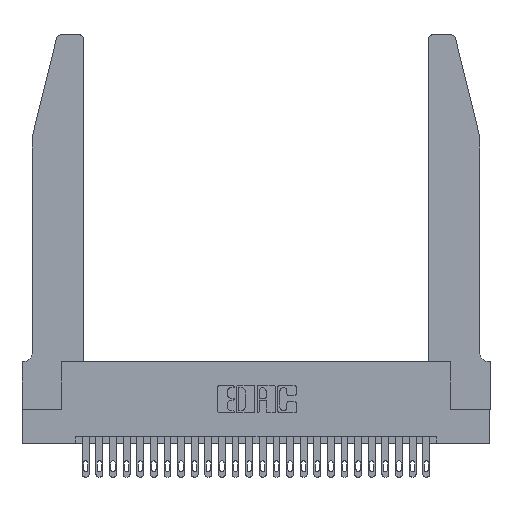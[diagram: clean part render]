
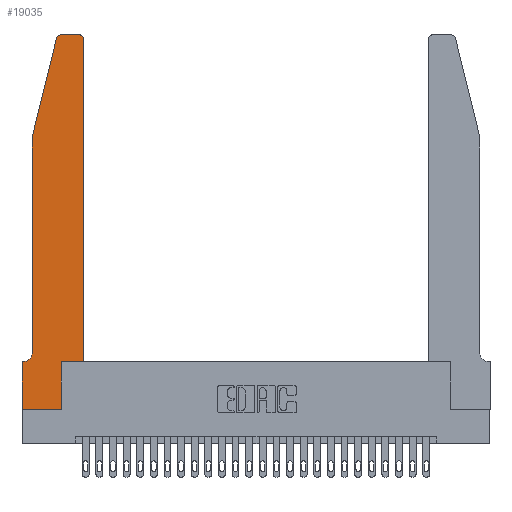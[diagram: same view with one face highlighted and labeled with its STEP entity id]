
A CAD part, top view. The second image highlights one B-rep face of the part: STEP entity #19035.
In plain terms, the highlighted planar face has unit normal (0, 0, 1).
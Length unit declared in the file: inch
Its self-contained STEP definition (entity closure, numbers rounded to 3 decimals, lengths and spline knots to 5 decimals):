
#212 = DIRECTION ( 'NONE',  ( 1., 0., 0. ) ) ;
#340 = VECTOR ( 'NONE', #16502, 39.37008 ) ;
#841 = EDGE_CURVE ( 'NONE', #9274, #9184, #10794, .T. ) ;
#904 = CARTESIAN_POINT ( 'NONE',  ( 0.0055, 0.42, 0.37 ) ) ;
#1012 = EDGE_CURVE ( 'NONE', #8282, #10989, #22969, .T. ) ;
#1645 = CIRCLE ( 'NONE', #25664, 0.07 ) ;
#1891 = DIRECTION ( 'NONE',  ( 0., 1., 0. ) ) ;
#2082 = ORIENTED_EDGE ( 'NONE', *, *, #6205, .T. ) ;
#2346 = VERTEX_POINT ( 'NONE', #12390 ) ;
#2371 = CARTESIAN_POINT ( 'NONE',  ( 0.25487, 2.72718, 0.37 ) ) ;
#2389 = VERTEX_POINT ( 'NONE', #6166 ) ;
#2449 = ORIENTED_EDGE ( 'NONE', *, *, #14567, .T. ) ;
#3225 = CARTESIAN_POINT ( 'NONE',  ( 0., 0.35, 0.37 ) ) ;
#3315 = EDGE_CURVE ( 'NONE', #13349, #15818, #11982, .T. ) ;
#3826 = EDGE_CURVE ( 'NONE', #15516, #13349, #9317, .T. ) ;
#3988 = LINE ( 'NONE', #20758, #17757 ) ;
#4191 = DIRECTION ( 'NONE',  ( 1., 0., 0. ) ) ;
#4580 = ORIENTED_EDGE ( 'NONE', *, *, #841, .T. ) ;
#5111 = LINE ( 'NONE', #9361, #15596 ) ;
#5238 = EDGE_CURVE ( 'NONE', #24087, #5323, #3988, .T. ) ;
#5323 = VERTEX_POINT ( 'NONE', #3225 ) ;
#5375 = CARTESIAN_POINT ( 'NONE',  ( 0.4505, 0.35, 0.37 ) ) ;
#5506 = EDGE_CURVE ( 'NONE', #5323, #9274, #22034, .T. ) ;
#5673 = CARTESIAN_POINT ( 'NONE',  ( 0.4205, 2.75, 0.37 ) ) ;
#6166 = CARTESIAN_POINT ( 'NONE',  ( 0.0755, 0.42, 0.37 ) ) ;
#6167 = CARTESIAN_POINT ( 'NONE',  ( 0.4505, 2.72, 0.37 ) ) ;
#6205 = EDGE_CURVE ( 'NONE', #2346, #2389, #20350, .T. ) ;
#6320 = CARTESIAN_POINT ( 'NONE',  ( 0.4205, 2.72, 0.37 ) ) ;
#6927 = DIRECTION ( 'NONE',  ( 0., -1., 0. ) ) ;
#7177 = CARTESIAN_POINT ( 'NONE',  ( 0.4505, 0.35, 0.37 ) ) ;
#7332 = EDGE_LOOP ( 'NONE', ( #17333, #17364, #23842, #2082, #20079, #21016, #23995, #4580, #2449, #23745, #11801, #25421 ) ) ;
#7432 = DIRECTION ( 'NONE',  ( -0.239, -0.971, 0. ) ) ;
#8282 = VERTEX_POINT ( 'NONE', #17010 ) ;
#8674 = VECTOR ( 'NONE', #22183, 39.37008 ) ;
#9174 = DIRECTION ( 'NONE',  ( -1., 0., 0. ) ) ;
#9184 = VERTEX_POINT ( 'NONE', #17436 ) ;
#9274 = VERTEX_POINT ( 'NONE', #17896 ) ;
#9317 = LINE ( 'NONE', #17952, #8674 ) ;
#9361 = CARTESIAN_POINT ( 'NONE',  ( 0.0755, 2., 0.37 ) ) ;
#9469 = FACE_OUTER_BOUND ( 'NONE', #7332, .T. ) ;
#10794 = LINE ( 'NONE', #14811, #25940 ) ;
#10855 = DIRECTION ( 'NONE',  ( 0., 0., 1. ) ) ;
#10989 = VERTEX_POINT ( 'NONE', #6167 ) ;
#11196 = VERTEX_POINT ( 'NONE', #22811 ) ;
#11314 = CARTESIAN_POINT ( 'NONE',  ( 0.284, 2.75, 0.37 ) ) ;
#11801 = ORIENTED_EDGE ( 'NONE', *, *, #1012, .T. ) ;
#11982 = CIRCLE ( 'NONE', #20327, 0.03 ) ;
#12390 = CARTESIAN_POINT ( 'NONE',  ( 0.0755, 2., 0.37 ) ) ;
#12639 = AXIS2_PLACEMENT_3D ( 'NONE', #14884, #10855, #14969 ) ;
#12641 = DIRECTION ( 'NONE',  ( 0., 0., 1. ) ) ;
#13349 = VERTEX_POINT ( 'NONE', #11314 ) ;
#13576 = DIRECTION ( 'NONE',  ( 0., 1., 0. ) ) ;
#13984 = EDGE_CURVE ( 'NONE', #15818, #2346, #5111, .T. ) ;
#14388 = CARTESIAN_POINT ( 'NONE',  ( 0., 0., 0.37 ) ) ;
#14567 = EDGE_CURVE ( 'NONE', #9184, #11196, #14951, .T. ) ;
#14763 = VECTOR ( 'NONE', #6927, 39.37008 ) ;
#14811 = CARTESIAN_POINT ( 'NONE',  ( 0., 0., 0.37 ) ) ;
#14884 = CARTESIAN_POINT ( 'NONE',  ( 0., 0.35, 0.37 ) ) ;
#14951 = LINE ( 'NONE', #24874, #24173 ) ;
#14969 = DIRECTION ( 'NONE',  ( 1., 0., 0. ) ) ;
#15516 = VERTEX_POINT ( 'NONE', #5673 ) ;
#15596 = VECTOR ( 'NONE', #7432, 39.37008 ) ;
#15666 = CARTESIAN_POINT ( 'NONE',  ( 0.0055, 0.35, 0.37 ) ) ;
#15818 = VERTEX_POINT ( 'NONE', #2371 ) ;
#15901 = EDGE_CURVE ( 'NONE', #10989, #15516, #19176, .T. ) ;
#16502 = DIRECTION ( 'NONE',  ( 0., -1., 0. ) ) ;
#17010 = CARTESIAN_POINT ( 'NONE',  ( 0.4505, 0.35, 0.37 ) ) ;
#17333 = ORIENTED_EDGE ( 'NONE', *, *, #3826, .T. ) ;
#17364 = ORIENTED_EDGE ( 'NONE', *, *, #3315, .T. ) ;
#17436 = CARTESIAN_POINT ( 'NONE',  ( 0.2865, 0., 0.37 ) ) ;
#17757 = VECTOR ( 'NONE', #9174, 39.37008 ) ;
#17833 = DIRECTION ( 'NONE',  ( 1., 0., 0. ) ) ;
#17882 = EDGE_CURVE ( 'NONE', #2389, #24087, #1645, .T. ) ;
#17896 = CARTESIAN_POINT ( 'NONE',  ( 0., 0., 0.37 ) ) ;
#17952 = CARTESIAN_POINT ( 'NONE',  ( 0.2605, 2.75, 0.37 ) ) ;
#18878 = LINE ( 'NONE', #5375, #23146 ) ;
#19035 = ADVANCED_FACE ( 'NONE', ( #9469 ), #25402, .T. ) ;
#19176 = CIRCLE ( 'NONE', #25984, 0.03 ) ;
#19791 = DIRECTION ( 'NONE',  ( 0., 0., -1. ) ) ;
#20079 = ORIENTED_EDGE ( 'NONE', *, *, #17882, .T. ) ;
#20327 = AXIS2_PLACEMENT_3D ( 'NONE', #24418, #26988, #212 ) ;
#20350 = LINE ( 'NONE', #27105, #14763 ) ;
#20758 = CARTESIAN_POINT ( 'NONE',  ( 0.0755, 0.35, 0.37 ) ) ;
#21016 = ORIENTED_EDGE ( 'NONE', *, *, #5238, .T. ) ;
#21819 = DIRECTION ( 'NONE',  ( -1., 0., 0. ) ) ;
#21947 = VECTOR ( 'NONE', #13576, 39.37008 ) ;
#22034 = LINE ( 'NONE', #14388, #340 ) ;
#22183 = DIRECTION ( 'NONE',  ( -1., 0., 0. ) ) ;
#22811 = CARTESIAN_POINT ( 'NONE',  ( 0.2865, 0.35, 0.37 ) ) ;
#22969 = LINE ( 'NONE', #7177, #21947 ) ;
#23108 = DIRECTION ( 'NONE',  ( 1., 0., 0. ) ) ;
#23146 = VECTOR ( 'NONE', #17833, 39.37008 ) ;
#23745 = ORIENTED_EDGE ( 'NONE', *, *, #24899, .T. ) ;
#23842 = ORIENTED_EDGE ( 'NONE', *, *, #13984, .T. ) ;
#23995 = ORIENTED_EDGE ( 'NONE', *, *, #5506, .T. ) ;
#24087 = VERTEX_POINT ( 'NONE', #15666 ) ;
#24173 = VECTOR ( 'NONE', #1891, 39.37008 ) ;
#24418 = CARTESIAN_POINT ( 'NONE',  ( 0.284, 2.72, 0.37 ) ) ;
#24874 = CARTESIAN_POINT ( 'NONE',  ( 0.2865, 0.35, 0.37 ) ) ;
#24899 = EDGE_CURVE ( 'NONE', #11196, #8282, #18878, .T. ) ;
#25402 = PLANE ( 'NONE',  #12639 ) ;
#25421 = ORIENTED_EDGE ( 'NONE', *, *, #15901, .T. ) ;
#25664 = AXIS2_PLACEMENT_3D ( 'NONE', #904, #19791, #21819 ) ;
#25940 = VECTOR ( 'NONE', #4191, 39.37008 ) ;
#25984 = AXIS2_PLACEMENT_3D ( 'NONE', #6320, #12641, #23108 ) ;
#26988 = DIRECTION ( 'NONE',  ( 0., 0., 1. ) ) ;
#27105 = CARTESIAN_POINT ( 'NONE',  ( 0.0755, 2., 0.37 ) ) ;
